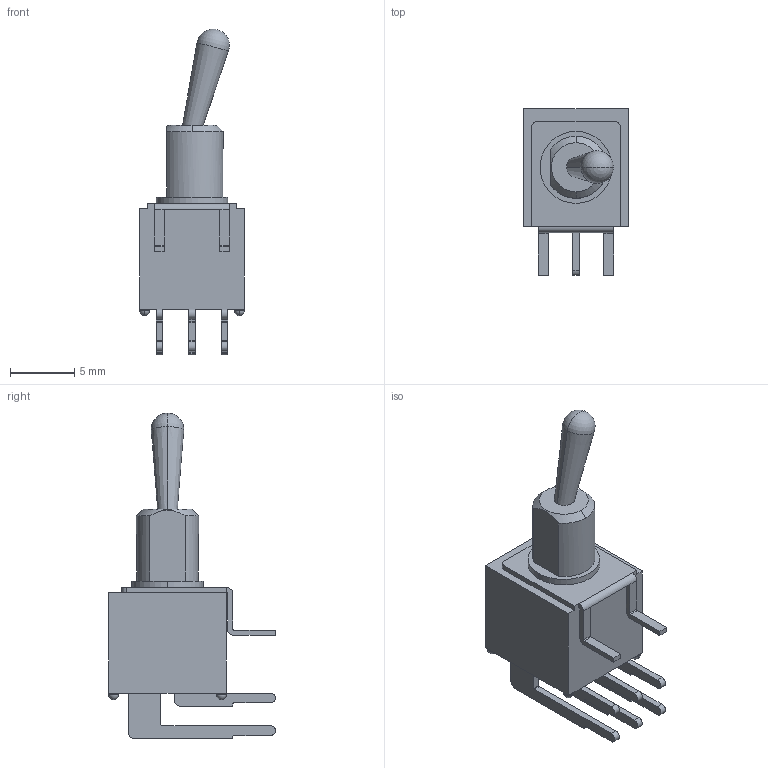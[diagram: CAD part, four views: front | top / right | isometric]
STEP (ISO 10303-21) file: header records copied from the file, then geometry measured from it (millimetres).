
FILE_DESCRIPTION((''),'2;1');
FILE_NAME('C-2267078-9','2018-08-21T',('workeradm'),('TE Connectivity Ltd.'),'CREO PARAMETRIC BY PTC INC, 2016050','CREO PARAMETRIC BY PTC INC, 2016050','');
FILE_SCHEMA(('AUTOMOTIVE_DESIGN { 1 0 10303 214 1 1 1 1 }'));
Length unit declared in the file: millimetre
Products named in the file (1): C-2267078-9
Bounding box: 8.13 x 12.95 x 25.32 mm (x, y, z)
Volume: 779.2 mm3; surface area: 802.3 mm2
Topology: 1 solids, 1 shells, 138 faces, 373 edges, 233 vertices
Faces by surface type: plane 78, cylinder 46, sphere 10, cone 4
Entity records: 4350 total; most frequent: CARTESIAN_POINT 805, DIRECTION 748, ORIENTED_EDGE 726, EDGE_CURVE 363, AXIS2_PLACEMENT_3D 250, VECTOR 248, LINE 248, VERTEX_POINT 233
